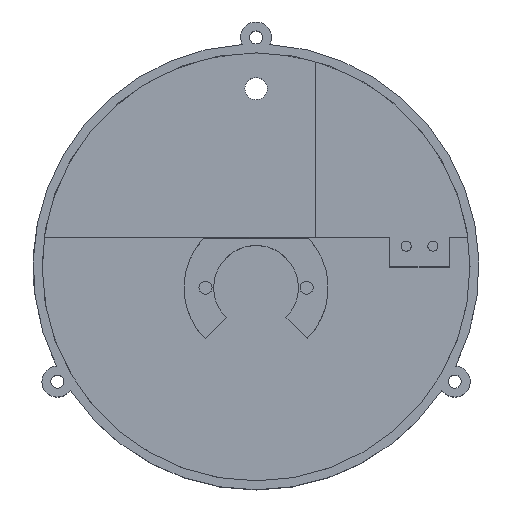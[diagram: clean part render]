
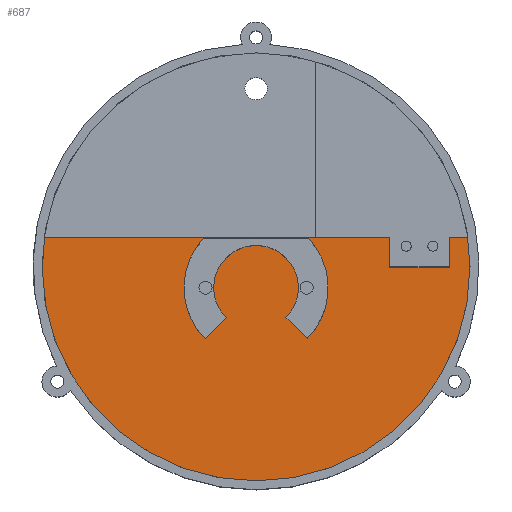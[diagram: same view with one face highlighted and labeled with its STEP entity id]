
A CAD part, top view. The second image highlights one B-rep face of the part: STEP entity #687.
In plain terms, the highlighted planar face has unit normal (0, 0, 1).
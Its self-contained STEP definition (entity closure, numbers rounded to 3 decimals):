
#46=PLANE('',#765);
#77=FACE_OUTER_BOUND('',#123,.T.);
#123=EDGE_LOOP('',(#544,#545,#546,#547,#548,#549,#550,#551,#552,#553,#554,
#555,#556));
#174=CIRCLE('',#766,24.25);
#175=CIRCLE('',#767,14.25);
#176=CIRCLE('',#768,24.25);
#177=CIRCLE('',#769,72.);
#178=CIRCLE('',#770,72.);
#204=LINE('',#1126,#255);
#208=LINE('',#1144,#259);
#211=LINE('',#1150,#262);
#214=LINE('',#1156,#265);
#218=LINE('',#1165,#269);
#219=LINE('',#1169,#270);
#220=LINE('',#1173,#271);
#221=LINE('',#1177,#272);
#255=VECTOR('',#881,10.);
#259=VECTOR('',#903,10.);
#262=VECTOR('',#908,10.);
#265=VECTOR('',#913,10.);
#269=VECTOR('',#923,10.);
#270=VECTOR('',#926,10.);
#271=VECTOR('',#929,10.);
#272=VECTOR('',#932,10.);
#319=VERTEX_POINT('',#1123);
#320=VERTEX_POINT('',#1125);
#325=VERTEX_POINT('',#1143);
#327=VERTEX_POINT('',#1149);
#329=VERTEX_POINT('',#1155);
#331=VERTEX_POINT('',#1164);
#332=VERTEX_POINT('',#1166);
#333=VERTEX_POINT('',#1168);
#334=VERTEX_POINT('',#1170);
#335=VERTEX_POINT('',#1172);
#336=VERTEX_POINT('',#1174);
#337=VERTEX_POINT('',#1176);
#338=VERTEX_POINT('',#1178);
#394=EDGE_CURVE('',#320,#319,#204,.T.);
#402=EDGE_CURVE('',#319,#325,#208,.T.);
#405=EDGE_CURVE('',#325,#327,#211,.T.);
#408=EDGE_CURVE('',#327,#329,#214,.T.);
#413=EDGE_CURVE('',#329,#331,#218,.T.);
#414=EDGE_CURVE('',#331,#332,#174,.T.);
#415=EDGE_CURVE('',#332,#333,#219,.T.);
#416=EDGE_CURVE('',#333,#334,#175,.T.);
#417=EDGE_CURVE('',#334,#335,#220,.T.);
#418=EDGE_CURVE('',#335,#336,#176,.T.);
#419=EDGE_CURVE('',#336,#337,#221,.T.);
#420=EDGE_CURVE('',#337,#338,#177,.T.);
#421=EDGE_CURVE('',#338,#320,#178,.T.);
#544=ORIENTED_EDGE('',*,*,#402,.T.);
#545=ORIENTED_EDGE('',*,*,#405,.T.);
#546=ORIENTED_EDGE('',*,*,#408,.T.);
#547=ORIENTED_EDGE('',*,*,#413,.T.);
#548=ORIENTED_EDGE('',*,*,#414,.T.);
#549=ORIENTED_EDGE('',*,*,#415,.T.);
#550=ORIENTED_EDGE('',*,*,#416,.T.);
#551=ORIENTED_EDGE('',*,*,#417,.T.);
#552=ORIENTED_EDGE('',*,*,#418,.T.);
#553=ORIENTED_EDGE('',*,*,#419,.T.);
#554=ORIENTED_EDGE('',*,*,#420,.T.);
#555=ORIENTED_EDGE('',*,*,#421,.T.);
#556=ORIENTED_EDGE('',*,*,#394,.T.);
#687=ADVANCED_FACE('',(#77),#46,.T.);
#765=AXIS2_PLACEMENT_3D('',#1163,#921,#922);
#766=AXIS2_PLACEMENT_3D('',#1167,#924,#925);
#767=AXIS2_PLACEMENT_3D('',#1171,#927,#928);
#768=AXIS2_PLACEMENT_3D('',#1175,#930,#931);
#769=AXIS2_PLACEMENT_3D('',#1179,#933,#934);
#770=AXIS2_PLACEMENT_3D('',#1180,#935,#936);
#881=DIRECTION('',(-1.,0.,0.));
#903=DIRECTION('',(0.,-1.,0.));
#908=DIRECTION('',(-1.,0.,0.));
#913=DIRECTION('',(0.,1.,0.));
#921=DIRECTION('center_axis',(0.,0.,1.));
#922=DIRECTION('ref_axis',(1.,0.,0.));
#923=DIRECTION('',(-1.,0.,0.));
#924=DIRECTION('center_axis',(0.,0.,-1.));
#925=DIRECTION('ref_axis',(-1.,0.,0.));
#926=DIRECTION('',(-0.707,0.707,0.));
#927=DIRECTION('center_axis',(0.,0.,1.));
#928=DIRECTION('ref_axis',(-1.,0.,0.));
#929=DIRECTION('',(-0.707,-0.707,0.));
#930=DIRECTION('center_axis',(0.,0.,-1.));
#931=DIRECTION('ref_axis',(-1.,0.,0.));
#932=DIRECTION('',(-1.,0.,0.));
#933=DIRECTION('center_axis',(0.,0.,1.));
#934=DIRECTION('ref_axis',(-1.,0.,0.));
#935=DIRECTION('center_axis',(0.,0.,1.));
#936=DIRECTION('ref_axis',(-1.,0.,0.));
#1123=CARTESIAN_POINT('',(65.,10.,3.));
#1125=CARTESIAN_POINT('',(71.302,10.,3.));
#1126=CARTESIAN_POINT('',(-35.651,10.,3.));
#1143=CARTESIAN_POINT('',(65.,0.,3.));
#1144=CARTESIAN_POINT('',(65.,0.,3.));
#1149=CARTESIAN_POINT('',(45.,0.,3.));
#1150=CARTESIAN_POINT('',(22.5,0.,3.));
#1155=CARTESIAN_POINT('',(45.,10.,3.));
#1156=CARTESIAN_POINT('',(45.,5.,3.));
#1163=CARTESIAN_POINT('Origin',(0.,0.,3.));
#1164=CARTESIAN_POINT('',(17.293,10.,3.));
#1165=CARTESIAN_POINT('',(-35.651,10.,3.));
#1166=CARTESIAN_POINT('',(17.147,-24.147,3.));
#1167=CARTESIAN_POINT('Origin',(0.,-7.,3.));
#1168=CARTESIAN_POINT('',(10.076,-17.076,3.));
#1169=CARTESIAN_POINT('',(3.288,-10.288,3.));
#1170=CARTESIAN_POINT('',(-10.076,-17.076,3.));
#1171=CARTESIAN_POINT('Origin',(0.,-7.,3.));
#1172=CARTESIAN_POINT('',(-17.147,-24.147,3.));
#1173=CARTESIAN_POINT('',(-6.824,-13.824,3.));
#1174=CARTESIAN_POINT('',(-17.293,10.,3.));
#1175=CARTESIAN_POINT('Origin',(0.,-7.,3.));
#1176=CARTESIAN_POINT('',(-71.302,10.,3.));
#1177=CARTESIAN_POINT('',(-35.651,10.,3.));
#1178=CARTESIAN_POINT('',(72.,0.,3.));
#1179=CARTESIAN_POINT('Origin',(0.,0.,3.));
#1180=CARTESIAN_POINT('Origin',(0.,0.,3.));
